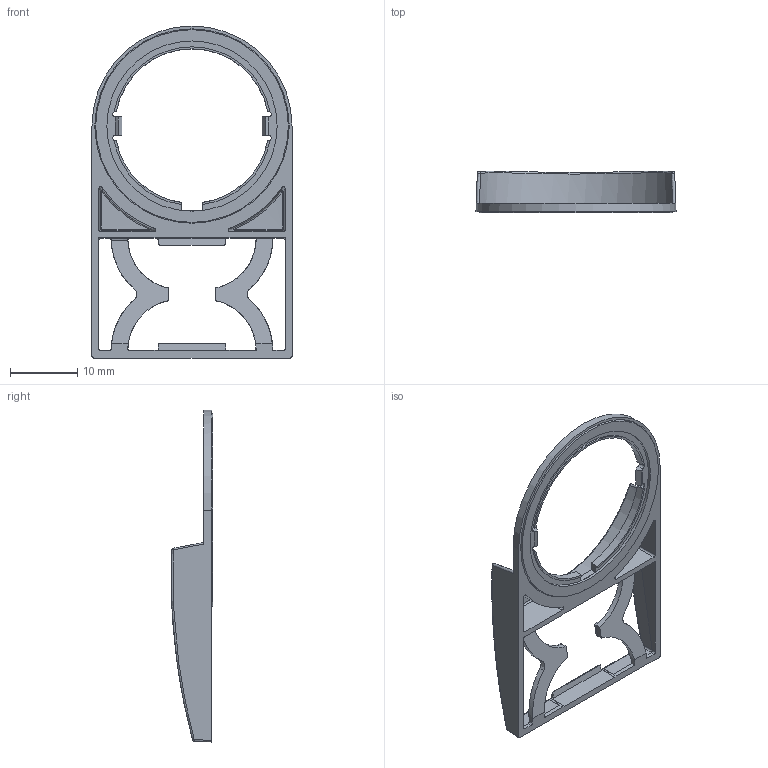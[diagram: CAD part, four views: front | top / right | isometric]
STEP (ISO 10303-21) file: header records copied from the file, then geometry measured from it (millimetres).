
FILE_DESCRIPTION((''),'2;1');
FILE_NAME('40359-501_ASM','2010-01-06T',('lxfan'),('Rockwell Automation'),'PRO/ENGINEER BY PARAMETRIC TECHNOLOGY CORPORATION, 2005110','PRO/ENGINEER BY PARAMETRIC TECHNOLOGY CORPORATION, 2005110','');
FILE_SCHEMA(('CONFIG_CONTROL_DESIGN'));
Length unit declared in the file: millimetre
Products named in the file (3): 40359-141; 40359-40371065; 40359-501_ASM
Assembly tree (2 placements, depth 2):
  40359-501_ASM
    40359-141
    40359-40371065
Bounding box: 29.68 x 6.18 x 49.24 mm (x, y, z)
Volume: 1201.1 mm3; surface area: 2982.6 mm2
Topology: 2 solids, 2 shells, 190 faces, 473 edges, 286 vertices
Faces by surface type: plane 81, bspline 43, cylinder 41, sphere 12, cone 11, torus 2
Entity records: 7438 total; most frequent: CARTESIAN_POINT 3295, ORIENTED_EDGE 946, DIRECTION 684, EDGE_CURVE 473, VERTEX_POINT 286, AXIS2_PLACEMENT_3D 237, VECTOR 210, LINE 210
